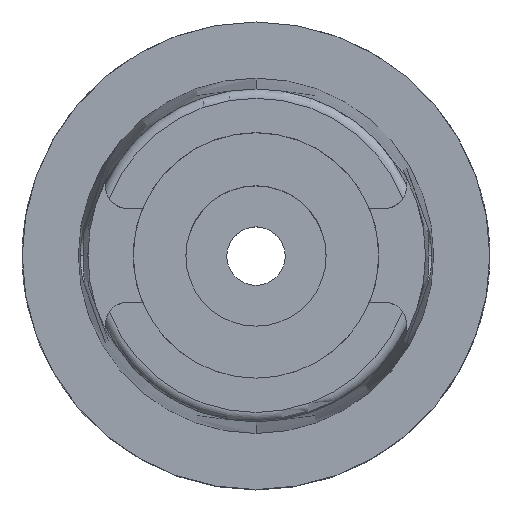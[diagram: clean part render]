
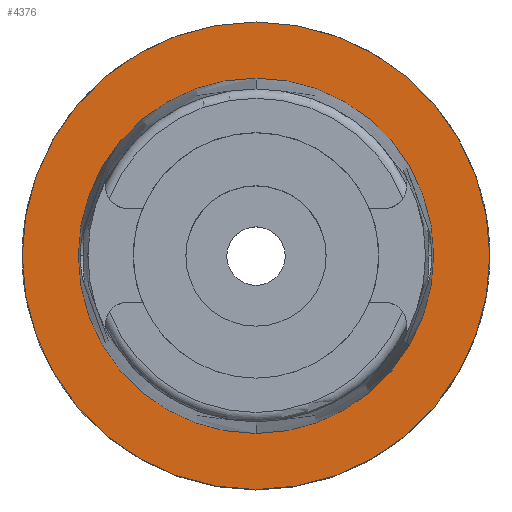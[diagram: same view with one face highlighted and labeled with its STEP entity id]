
A CAD part, top view. The second image highlights one B-rep face of the part: STEP entity #4376.
In plain terms, the highlighted planar face has unit normal (0, 0, 1).
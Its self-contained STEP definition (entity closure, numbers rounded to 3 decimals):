
#2261=CARTESIAN_POINT('',(0.,0.,0.));
#2262=DIRECTION('',(0.,0.,-1.));
#2263=DIRECTION('',(0.,-1.,0.));
#2264=AXIS2_PLACEMENT_3D('',#2261,#2262,#2263);
#2269=CARTESIAN_POINT('',(0.,0.,0.));
#2270=DIRECTION('',(0.,0.,-1.));
#2271=DIRECTION('',(0.,1.,0.));
#2272=AXIS2_PLACEMENT_3D('',#2269,#2270,#2271);
#2277=CARTESIAN_POINT('',(0.,0.,0.));
#2278=DIRECTION('',(0.,0.,1.));
#2279=DIRECTION('',(0.,-1.,0.));
#2280=AXIS2_PLACEMENT_3D('',#2277,#2278,#2279);
#2285=CARTESIAN_POINT('',(0.,0.,0.));
#2286=DIRECTION('',(0.,0.,1.));
#2287=DIRECTION('',(0.,1.,0.));
#2288=AXIS2_PLACEMENT_3D('',#2285,#2286,#2287);
#2467=CARTESIAN_POINT('',(0.,-15.2,0.));
#2468=VERTEX_POINT('',#2467);
#2469=CARTESIAN_POINT('',(0.,15.2,0.));
#2470=VERTEX_POINT('',#2469);
#2737=CARTESIAN_POINT('',(0.,20.,0.));
#2738=VERTEX_POINT('',#2737);
#2739=CARTESIAN_POINT('',(0.,-20.,0.));
#2740=VERTEX_POINT('',#2739);
#4363=CARTESIAN_POINT('',(0.,0.,0.));
#4364=DIRECTION('',(0.,0.,1.));
#4365=DIRECTION('',(0.,1.,0.));
#4366=AXIS2_PLACEMENT_3D('',#4363,#4364,#4365);
#4367=PLANE('',#4366);
#4368=ORIENTED_EDGE('',*,*,#3975,.T.);
#4369=ORIENTED_EDGE('',*,*,#4118,.T.);
#4370=EDGE_LOOP('',(#4368,#4369));
#4371=FACE_OUTER_BOUND('',#4370,.F.);
#4372=ORIENTED_EDGE('',*,*,#2963,.T.);
#4373=ORIENTED_EDGE('',*,*,#2932,.T.);
#4374=EDGE_LOOP('',(#4372,#4373));
#4375=FACE_BOUND('',#4374,.F.);
#2265=CIRCLE('',#2264,20.);
#2273=CIRCLE('',#2272,20.);
#2281=CIRCLE('',#2280,15.2);
#2289=CIRCLE('',#2288,15.2);
#2932=EDGE_CURVE('',#2470,#2468,#2289,.T.);
#2963=EDGE_CURVE('',#2468,#2470,#2281,.T.);
#3975=EDGE_CURVE('',#2740,#2738,#2265,.T.);
#4118=EDGE_CURVE('',#2738,#2740,#2273,.T.);
#4376=ADVANCED_FACE('',(#4371,#4375),#4367,.T.);
